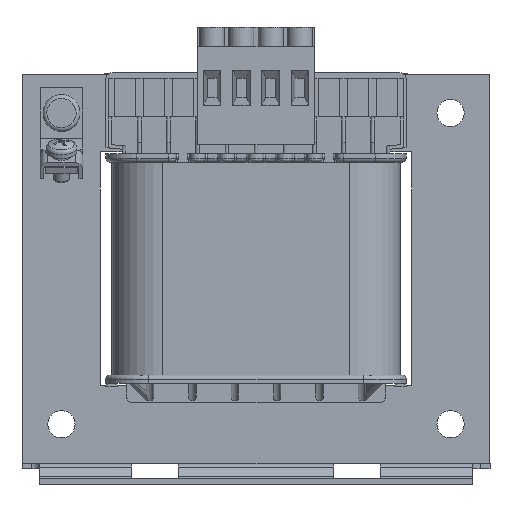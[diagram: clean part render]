
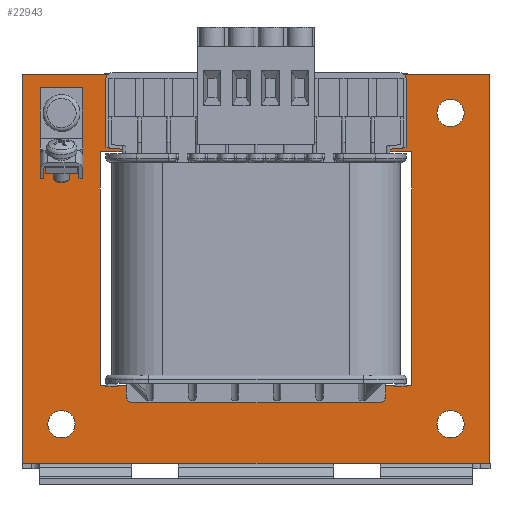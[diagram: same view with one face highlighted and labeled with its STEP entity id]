
A CAD part, front view. The second image highlights one B-rep face of the part: STEP entity #22943.
In plain terms, the highlighted planar face has unit normal (0, -1, 0).
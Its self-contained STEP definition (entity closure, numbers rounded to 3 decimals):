
#437=FACE_BOUND('',#2889,.T.);
#438=FACE_BOUND('',#2890,.T.);
#439=FACE_BOUND('',#2891,.T.);
#440=FACE_BOUND('',#2892,.T.);
#441=FACE_BOUND('',#2893,.T.);
#625=CIRCLE('',#24226,3.5);
#626=CIRCLE('',#24227,3.5);
#628=CIRCLE('',#24230,3.5);
#629=CIRCLE('',#24231,3.5);
#631=CIRCLE('',#24234,3.5);
#632=CIRCLE('',#24235,3.5);
#1689=FACE_OUTER_BOUND('',#2888,.T.);
#2888=EDGE_LOOP('',(#16470,#16471,#16472,#16473));
#2889=EDGE_LOOP('',(#16474,#16475,#16476,#16477,#16478,#16479,#16480,#16481,
#16482,#16483,#16484,#16485,#16486,#16487,#16488,#16489));
#2890=EDGE_LOOP('',(#16490,#16491));
#2891=EDGE_LOOP('',(#16492,#16493));
#2892=EDGE_LOOP('',(#16494,#16495));
#2893=EDGE_LOOP('',(#16496,#16497,#16498,#16499));
#4643=LINE('',#34659,#7056);
#4648=LINE('',#34670,#7061);
#4653=LINE('',#34682,#7066);
#4654=LINE('',#34691,#7067);
#4724=LINE('',#35212,#7137);
#4731=LINE('',#35222,#7144);
#4734=LINE('',#35228,#7147);
#4738=LINE('',#35237,#7151);
#4744=LINE('',#35248,#7157);
#4748=LINE('',#35257,#7161);
#4755=LINE('',#35271,#7168);
#4763=LINE('',#35288,#7176);
#4767=LINE('',#35293,#7180);
#4773=LINE('',#35324,#7186);
#4774=LINE('',#35327,#7187);
#4775=LINE('',#35329,#7188);
#4776=LINE('',#35331,#7189);
#4777=LINE('',#35333,#7190);
#4778=LINE('',#35335,#7191);
#4779=LINE('',#35337,#7192);
#4780=LINE('',#35339,#7193);
#4781=LINE('',#35340,#7194);
#4782=LINE('',#35342,#7195);
#4783=LINE('',#35343,#7196);
#7056=VECTOR('',#27048,1.);
#7061=VECTOR('',#27055,1.);
#7066=VECTOR('',#27068,1.);
#7067=VECTOR('',#27079,1.);
#7137=VECTOR('',#27375,10.);
#7144=VECTOR('',#27384,10.);
#7147=VECTOR('',#27389,10.);
#7151=VECTOR('',#27395,10.);
#7157=VECTOR('',#27403,10.);
#7161=VECTOR('',#27409,10.);
#7168=VECTOR('',#27420,10.);
#7176=VECTOR('',#27432,10.);
#7180=VECTOR('',#27438,10.);
#7186=VECTOR('',#27474,10.);
#7187=VECTOR('',#27477,10.);
#7188=VECTOR('',#27478,10.);
#7189=VECTOR('',#27479,10.);
#7190=VECTOR('',#27480,10.);
#7191=VECTOR('',#27481,10.);
#7192=VECTOR('',#27482,10.);
#7193=VECTOR('',#27483,10.);
#7194=VECTOR('',#27484,10.);
#7195=VECTOR('',#27485,10.);
#7196=VECTOR('',#27486,10.);
#9407=VERTEX_POINT('',#34656);
#9408=VERTEX_POINT('',#34658);
#9412=VERTEX_POINT('',#34667);
#9413=VERTEX_POINT('',#34669);
#9521=VERTEX_POINT('',#35209);
#9522=VERTEX_POINT('',#35211);
#9524=VERTEX_POINT('',#35221);
#9526=VERTEX_POINT('',#35227);
#9529=VERTEX_POINT('',#35234);
#9530=VERTEX_POINT('',#35236);
#9534=VERTEX_POINT('',#35246);
#9538=VERTEX_POINT('',#35255);
#9542=VERTEX_POINT('',#35268);
#9543=VERTEX_POINT('',#35270);
#9549=VERTEX_POINT('',#35285);
#9550=VERTEX_POINT('',#35287);
#9552=VERTEX_POINT('',#35299);
#9553=VERTEX_POINT('',#35300);
#9555=VERTEX_POINT('',#35307);
#9556=VERTEX_POINT('',#35308);
#9558=VERTEX_POINT('',#35315);
#9559=VERTEX_POINT('',#35316);
#9561=VERTEX_POINT('',#35326);
#9562=VERTEX_POINT('',#35328);
#9563=VERTEX_POINT('',#35330);
#9564=VERTEX_POINT('',#35332);
#9565=VERTEX_POINT('',#35334);
#9566=VERTEX_POINT('',#35336);
#9567=VERTEX_POINT('',#35338);
#9568=VERTEX_POINT('',#35341);
#11866=EDGE_CURVE('',#9408,#9407,#4643,.T.);
#11871=EDGE_CURVE('',#9413,#9412,#4648,.T.);
#11878=EDGE_CURVE('',#9408,#9412,#4653,.T.);
#11882=EDGE_CURVE('',#9407,#9413,#4654,.T.);
#12033=EDGE_CURVE('',#9521,#9522,#4724,.T.);
#12040=EDGE_CURVE('',#9522,#9524,#4731,.T.);
#12043=EDGE_CURVE('',#9524,#9526,#4734,.T.);
#12047=EDGE_CURVE('',#9530,#9529,#4738,.T.);
#12053=EDGE_CURVE('',#9529,#9534,#4744,.T.);
#12057=EDGE_CURVE('',#9534,#9538,#4748,.T.);
#12064=EDGE_CURVE('',#9543,#9542,#4755,.T.);
#12072=EDGE_CURVE('',#9550,#9549,#4763,.T.);
#12076=EDGE_CURVE('',#9549,#9543,#4767,.T.);
#12079=EDGE_CURVE('',#9552,#9553,#625,.T.);
#12080=EDGE_CURVE('',#9553,#9552,#626,.T.);
#12083=EDGE_CURVE('',#9555,#9556,#628,.T.);
#12084=EDGE_CURVE('',#9556,#9555,#629,.T.);
#12087=EDGE_CURVE('',#9558,#9559,#631,.T.);
#12088=EDGE_CURVE('',#9559,#9558,#632,.T.);
#12092=EDGE_CURVE('',#9526,#9521,#4773,.T.);
#12093=EDGE_CURVE('',#9550,#9561,#4774,.T.);
#12094=EDGE_CURVE('',#9542,#9562,#4775,.T.);
#12095=EDGE_CURVE('',#9562,#9563,#4776,.T.);
#12096=EDGE_CURVE('',#9564,#9563,#4777,.T.);
#12097=EDGE_CURVE('',#9564,#9565,#4778,.T.);
#12098=EDGE_CURVE('',#9565,#9566,#4779,.T.);
#12099=EDGE_CURVE('',#9566,#9567,#4780,.T.);
#12100=EDGE_CURVE('',#9567,#9530,#4781,.T.);
#12101=EDGE_CURVE('',#9538,#9568,#4782,.T.);
#12102=EDGE_CURVE('',#9568,#9561,#4783,.T.);
#16470=ORIENTED_EDGE('',*,*,#12033,.F.);
#16471=ORIENTED_EDGE('',*,*,#12092,.F.);
#16472=ORIENTED_EDGE('',*,*,#12043,.F.);
#16473=ORIENTED_EDGE('',*,*,#12040,.F.);
#16474=ORIENTED_EDGE('',*,*,#12093,.F.);
#16475=ORIENTED_EDGE('',*,*,#12072,.T.);
#16476=ORIENTED_EDGE('',*,*,#12076,.T.);
#16477=ORIENTED_EDGE('',*,*,#12064,.T.);
#16478=ORIENTED_EDGE('',*,*,#12094,.T.);
#16479=ORIENTED_EDGE('',*,*,#12095,.T.);
#16480=ORIENTED_EDGE('',*,*,#12096,.F.);
#16481=ORIENTED_EDGE('',*,*,#12097,.T.);
#16482=ORIENTED_EDGE('',*,*,#12098,.T.);
#16483=ORIENTED_EDGE('',*,*,#12099,.T.);
#16484=ORIENTED_EDGE('',*,*,#12100,.T.);
#16485=ORIENTED_EDGE('',*,*,#12047,.T.);
#16486=ORIENTED_EDGE('',*,*,#12053,.T.);
#16487=ORIENTED_EDGE('',*,*,#12057,.T.);
#16488=ORIENTED_EDGE('',*,*,#12101,.T.);
#16489=ORIENTED_EDGE('',*,*,#12102,.T.);
#16490=ORIENTED_EDGE('',*,*,#12079,.T.);
#16491=ORIENTED_EDGE('',*,*,#12080,.T.);
#16492=ORIENTED_EDGE('',*,*,#12083,.T.);
#16493=ORIENTED_EDGE('',*,*,#12084,.T.);
#16494=ORIENTED_EDGE('',*,*,#12087,.T.);
#16495=ORIENTED_EDGE('',*,*,#12088,.T.);
#16496=ORIENTED_EDGE('',*,*,#11878,.F.);
#16497=ORIENTED_EDGE('',*,*,#11866,.T.);
#16498=ORIENTED_EDGE('',*,*,#11882,.T.);
#16499=ORIENTED_EDGE('',*,*,#11871,.T.);
#20932=PLANE('',#24238);
#22943=ADVANCED_FACE('',(#1689,#437,#438,#439,#440,#441),#20932,.F.);
#24226=AXIS2_PLACEMENT_3D('',#35301,#27446,#27447);
#24227=AXIS2_PLACEMENT_3D('',#35302,#27448,#27449);
#24230=AXIS2_PLACEMENT_3D('',#35309,#27455,#27456);
#24231=AXIS2_PLACEMENT_3D('',#35310,#27457,#27458);
#24234=AXIS2_PLACEMENT_3D('',#35317,#27464,#27465);
#24235=AXIS2_PLACEMENT_3D('',#35318,#27466,#27467);
#24238=AXIS2_PLACEMENT_3D('',#35325,#27475,#27476);
#27048=DIRECTION('',(0.,0.,-1.));
#27055=DIRECTION('',(0.,0.,1.));
#27068=DIRECTION('',(-1.,0.,0.));
#27079=DIRECTION('',(-1.,0.,0.));
#27375=DIRECTION('',(0.,0.,-1.));
#27384=DIRECTION('',(-1.,0.,0.));
#27389=DIRECTION('',(0.,0.,1.));
#27395=DIRECTION('',(1.,0.,0.));
#27403=DIRECTION('',(0.,0.,-1.));
#27409=DIRECTION('',(-1.,0.,0.));
#27420=DIRECTION('',(1.,0.,0.));
#27432=DIRECTION('',(-1.,0.,0.));
#27438=DIRECTION('',(0.,0.,1.));
#27446=DIRECTION('center_axis',(0.,1.,0.));
#27447=DIRECTION('ref_axis',(1.,0.,0.));
#27448=DIRECTION('center_axis',(0.,1.,0.));
#27449=DIRECTION('ref_axis',(1.,0.,0.));
#27455=DIRECTION('center_axis',(0.,1.,0.));
#27456=DIRECTION('ref_axis',(1.,0.,0.));
#27457=DIRECTION('center_axis',(0.,1.,0.));
#27458=DIRECTION('ref_axis',(1.,0.,0.));
#27464=DIRECTION('center_axis',(0.,1.,0.));
#27465=DIRECTION('ref_axis',(1.,0.,0.));
#27466=DIRECTION('center_axis',(0.,1.,0.));
#27467=DIRECTION('ref_axis',(1.,0.,0.));
#27474=DIRECTION('',(1.,0.,0.));
#27475=DIRECTION('center_axis',(0.,1.,0.));
#27476=DIRECTION('ref_axis',(0.,0.,1.));
#27477=DIRECTION('',(0.,0.,-1.));
#27478=DIRECTION('',(0.,0.,1.));
#27479=DIRECTION('',(-0.995,0.,0.095));
#27480=DIRECTION('',(0.,0.,-1.));
#27481=DIRECTION('',(1.,0.,0.));
#27482=DIRECTION('',(0.,0.,-1.));
#27483=DIRECTION('',(-0.995,0.,-0.095));
#27484=DIRECTION('',(0.,0.,-1.));
#27485=DIRECTION('',(0.,0.,-1.));
#27486=DIRECTION('',(-1.,0.,0.));
#34656=CARTESIAN_POINT('',(-44.5,-20.85,32.544));
#34658=CARTESIAN_POINT('',(-44.5,-20.85,46.5));
#34659=CARTESIAN_POINT('',(-44.5,-20.85,46.5));
#34667=CARTESIAN_POINT('',(-55.5,-20.85,46.5));
#34669=CARTESIAN_POINT('',(-55.5,-20.85,32.544));
#34670=CARTESIAN_POINT('',(-55.5,-20.85,46.5));
#34682=CARTESIAN_POINT('',(-44.5,-20.85,46.5));
#34691=CARTESIAN_POINT('',(-44.5,-20.85,32.544));
#35209=CARTESIAN_POINT('',(60.,-20.85,50.));
#35211=CARTESIAN_POINT('',(60.,-20.85,-50.));
#35212=CARTESIAN_POINT('',(60.,-20.85,-50.));
#35221=CARTESIAN_POINT('',(-60.,-20.85,-50.));
#35222=CARTESIAN_POINT('',(-60.,-20.85,-50.));
#35227=CARTESIAN_POINT('',(-60.,-20.85,50.));
#35228=CARTESIAN_POINT('',(-60.,-20.85,50.));
#35234=CARTESIAN_POINT('',(40.,-20.85,30.));
#35236=CARTESIAN_POINT('',(34.4,-20.85,30.));
#35237=CARTESIAN_POINT('',(20.,-20.85,30.));
#35246=CARTESIAN_POINT('',(40.,-20.85,-30.));
#35248=CARTESIAN_POINT('',(40.,-20.85,-15.));
#35255=CARTESIAN_POINT('',(32.9,-20.85,-30.));
#35257=CARTESIAN_POINT('',(10.,-20.85,-30.));
#35268=CARTESIAN_POINT('',(-34.4,-20.85,30.));
#35270=CARTESIAN_POINT('',(-40.,-20.85,30.));
#35271=CARTESIAN_POINT('',(-10.,-20.85,30.));
#35285=CARTESIAN_POINT('',(-40.,-20.85,-30.));
#35287=CARTESIAN_POINT('',(-32.9,-20.85,-30.));
#35288=CARTESIAN_POINT('',(-20.,-20.85,-30.));
#35293=CARTESIAN_POINT('',(-40.,-20.85,15.));
#35299=CARTESIAN_POINT('',(53.5,-20.85,40.));
#35300=CARTESIAN_POINT('',(46.5,-20.85,40.));
#35301=CARTESIAN_POINT('Origin',(50.,-20.85,40.));
#35302=CARTESIAN_POINT('Origin',(50.,-20.85,40.));
#35307=CARTESIAN_POINT('',(53.5,-20.85,-40.));
#35308=CARTESIAN_POINT('',(46.5,-20.85,-40.));
#35309=CARTESIAN_POINT('Origin',(50.,-20.85,-40.));
#35310=CARTESIAN_POINT('Origin',(50.,-20.85,-40.));
#35315=CARTESIAN_POINT('',(-46.5,-20.85,-40.));
#35316=CARTESIAN_POINT('',(-53.5,-20.85,-40.));
#35317=CARTESIAN_POINT('Origin',(-50.,-20.85,-40.));
#35318=CARTESIAN_POINT('Origin',(-50.,-20.85,-40.));
#35324=CARTESIAN_POINT('',(60.,-20.85,50.));
#35325=CARTESIAN_POINT('Origin',(0.,-20.85,0.));
#35326=CARTESIAN_POINT('',(-32.9,-20.85,-32.3));
#35327=CARTESIAN_POINT('',(-32.9,-20.85,-29.5));
#35328=CARTESIAN_POINT('',(-34.4,-20.85,30.7));
#35329=CARTESIAN_POINT('',(-34.4,-20.85,15.35));
#35330=CARTESIAN_POINT('',(-37.6,-20.85,31.005));
#35331=CARTESIAN_POINT('',(-18.006,-20.85,29.139));
#35332=CARTESIAN_POINT('',(-37.6,-20.85,36.5));
#35333=CARTESIAN_POINT('',(-37.6,-20.85,27.4));
#35334=CARTESIAN_POINT('',(37.6,-20.85,36.5));
#35335=CARTESIAN_POINT('',(0.,-20.85,36.5));
#35336=CARTESIAN_POINT('',(37.6,-20.85,31.005));
#35337=CARTESIAN_POINT('',(37.6,-20.85,27.4));
#35338=CARTESIAN_POINT('',(34.4,-20.85,30.7));
#35339=CARTESIAN_POINT('',(18.006,-20.85,29.139));
#35340=CARTESIAN_POINT('',(34.4,-20.85,15.35));
#35341=CARTESIAN_POINT('',(32.9,-20.85,-32.3));
#35342=CARTESIAN_POINT('',(32.9,-20.85,-29.5));
#35343=CARTESIAN_POINT('',(-13.5,-20.85,-32.3));
